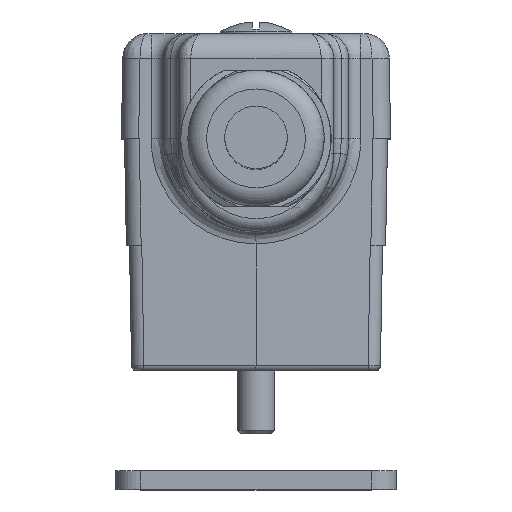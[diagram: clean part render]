
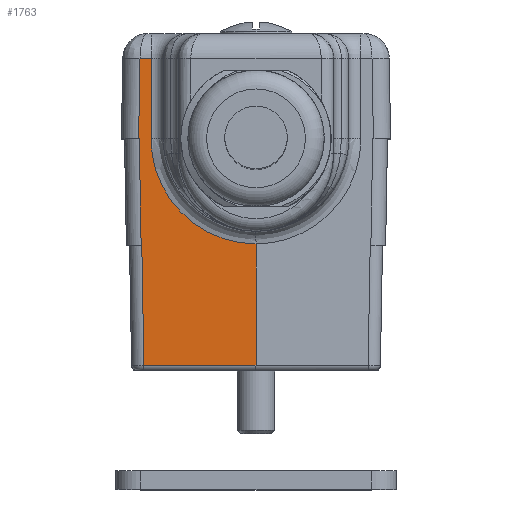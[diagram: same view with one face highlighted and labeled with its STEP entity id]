
A CAD part, top view. The second image highlights one B-rep face of the part: STEP entity #1763.
In plain terms, the highlighted planar face has unit normal (-0.018, 0, 1).
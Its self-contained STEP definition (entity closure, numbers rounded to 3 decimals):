
#105=ELLIPSE('',#5756,8.401,8.4);
#261=LINE('',#8577,#662);
#280=LINE('',#9032,#681);
#304=LINE('',#9223,#705);
#311=LINE('',#9288,#712);
#324=LINE('',#9337,#725);
#330=LINE('',#9356,#731);
#335=LINE('',#9372,#736);
#336=LINE('',#9373,#737);
#337=LINE('',#9374,#738);
#662=VECTOR('',#6300,1.);
#681=VECTOR('',#6403,1.);
#705=VECTOR('',#6475,1.);
#712=VECTOR('',#6498,1.);
#725=VECTOR('',#6543,1.);
#731=VECTOR('',#6561,1.);
#736=VECTOR('',#6578,1.);
#737=VECTOR('',#6579,1.);
#738=VECTOR('',#6580,1.);
#1250=PLANE('',#5814);
#1449=FACE_OUTER_BOUND('',#2264,.T.);
#1763=ADVANCED_FACE('',(#1449),#1250,.T.);
#2264=EDGE_LOOP('',(#3043,#3044,#3045,#3046,#3047,#3048,#3049,#3050,#3051,
#3052));
#3043=ORIENTED_EDGE('',*,*,#4998,.T.);
#3044=ORIENTED_EDGE('',*,*,#4928,.T.);
#3045=ORIENTED_EDGE('',*,*,#5061,.T.);
#3046=ORIENTED_EDGE('',*,*,#5101,.T.);
#3047=ORIENTED_EDGE('',*,*,#5084,.T.);
#3048=ORIENTED_EDGE('',*,*,#5102,.F.);
#3049=ORIENTED_EDGE('',*,*,#5093,.T.);
#3050=ORIENTED_EDGE('',*,*,#5043,.T.);
#3051=ORIENTED_EDGE('',*,*,#5103,.T.);
#3052=ORIENTED_EDGE('',*,*,#5000,.T.);
#4361=VERTEX_POINT('',#8569);
#4363=VERTEX_POINT('',#8578);
#4400=VERTEX_POINT('',#9033);
#4401=VERTEX_POINT('',#9037);
#4427=VERTEX_POINT('',#9202);
#4431=VERTEX_POINT('',#9220);
#4443=VERTEX_POINT('',#9289);
#4460=VERTEX_POINT('',#9332);
#4462=VERTEX_POINT('',#9336);
#4470=VERTEX_POINT('',#9357);
#4928=EDGE_CURVE('',#4363,#4361,#261,.T.);
#4998=EDGE_CURVE('',#4400,#4363,#280,.T.);
#5000=EDGE_CURVE('',#4401,#4400,#105,.T.);
#5043=EDGE_CURVE('',#4431,#4427,#304,.T.);
#5061=EDGE_CURVE('',#4361,#4443,#311,.T.);
#5084=EDGE_CURVE('',#4460,#4462,#324,.T.);
#5093=EDGE_CURVE('',#4470,#4431,#330,.T.);
#5101=EDGE_CURVE('',#4443,#4460,#335,.T.);
#5102=EDGE_CURVE('',#4470,#4462,#336,.T.);
#5103=EDGE_CURVE('',#4427,#4401,#337,.T.);
#5756=AXIS2_PLACEMENT_3D('',#9036,#6408,#6409);
#5814=AXIS2_PLACEMENT_3D('',#9375,#6581,#6582);
#6300=DIRECTION('',(-1.,0.,-0.017));
#6403=DIRECTION('',(0.,1.,0.));
#6408=DIRECTION('',(0.017,0.,-1.));
#6409=DIRECTION('',(-1.,0.,-0.017));
#6475=DIRECTION('',(1.,0.,0.017));
#6498=DIRECTION('',(-0.017,-1.,0.));
#6543=DIRECTION('',(0.017,-1.,0.));
#6561=DIRECTION('',(0.017,-1.,0.));
#6578=DIRECTION('',(1.,0.,0.017));
#6579=DIRECTION('',(-1.,0.,-0.017));
#6580=DIRECTION('',(0.,1.,0.));
#6581=DIRECTION('',(-0.017,0.,1.));
#6582=DIRECTION('',(1.,0.,0.017));
#8569=CARTESIAN_POINT('',(-9.263,6.4,-5.548));
#8577=CARTESIAN_POINT('',(-10.75,6.4,-5.574));
#8578=CARTESIAN_POINT('',(-8.383,6.4,-5.532));
#9032=CARTESIAN_POINT('',(-8.383,-18.5,-5.532));
#9033=CARTESIAN_POINT('',(-8.383,0.,-5.532));
#9036=CARTESIAN_POINT('',(0.017,0.,-5.386));
#9037=CARTESIAN_POINT('',(0.,-8.4,-5.386));
#9202=CARTESIAN_POINT('',(0.,-18.1,-5.386));
#9220=CARTESIAN_POINT('',(-8.951,-18.1,-5.542));
#9223=CARTESIAN_POINT('',(-10.75,-18.1,-5.574));
#9288=CARTESIAN_POINT('',(-9.375,-0.024,-5.55));
#9289=CARTESIAN_POINT('',(-9.374,0.,-5.55));
#9332=CARTESIAN_POINT('',(-9.321,0.,-5.549));
#9336=CARTESIAN_POINT('',(-9.172,-8.5,-5.546));
#9337=CARTESIAN_POINT('',(-9.173,-8.479,-5.546));
#9356=CARTESIAN_POINT('',(-8.945,-18.483,-5.542));
#9357=CARTESIAN_POINT('',(-9.119,-8.5,-5.545));
#9372=CARTESIAN_POINT('',(-10.498,0.,-5.569));
#9373=CARTESIAN_POINT('',(-10.75,-8.5,-5.574));
#9374=CARTESIAN_POINT('',(0.,-18.5,-5.386));
#9375=CARTESIAN_POINT('',(-10.75,-18.5,-5.574));
